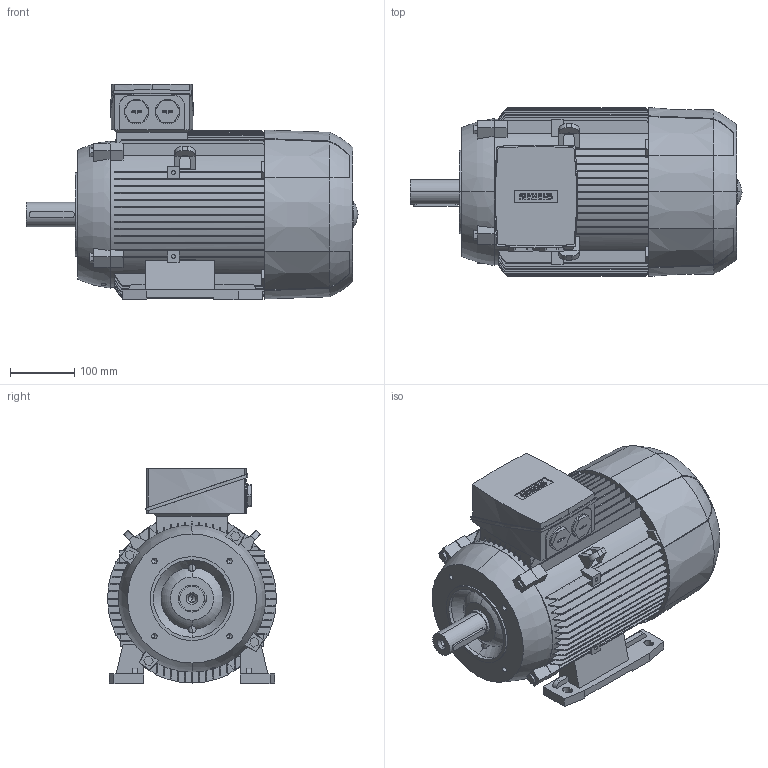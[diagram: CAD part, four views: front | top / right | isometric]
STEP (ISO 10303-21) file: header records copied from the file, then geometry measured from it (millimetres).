
FILE_DESCRIPTION(('STEP AP214'),'1');
FILE_NAME('cctmp_D75CBB8C-D6BA-4B7B-9651-B68ECBFB9A6C_2023_06_26_14_52_59_0436..stp','2023-06-26T12:53:00',('SIEMENS A&D'),('CADClick - www.CADClick.com'),'Spatial InterOp 3D',' ','unknown authorization');
FILE_SCHEMA(('AUTOMOTIVE_DESIGN'));
Length unit declared in the file: millimetre
Products named in the file (1): 2023_06_26_14_52_59_0420
Bounding box: 515 x 262 x 334 mm (x, y, z)
Volume: 20949036.7 mm3; surface area: 937071.3 mm2
Topology: 1 solids, 1 shells, 916 faces, 2599 edges, 1709 vertices
Faces by surface type: plane 533, cylinder 231, torus 124, cone 28
Entity records: 43409 total; most frequent: CARTESIAN_POINT 12674, ORIENTED_EDGE 5174, DIRECTION 4538, EDGE_CURVE 2587, VERTEX_POINT 1709, LINE 1542, VECTOR 1542, AXIS2_PLACEMENT_3D 1498
